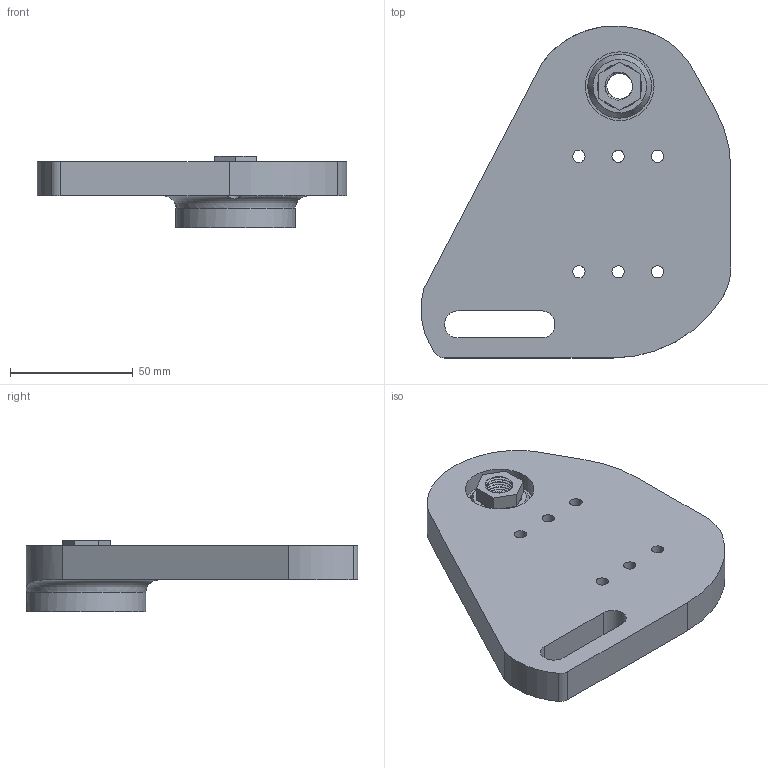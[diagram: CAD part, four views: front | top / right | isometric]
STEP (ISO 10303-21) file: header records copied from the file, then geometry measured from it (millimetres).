
FILE_DESCRIPTION(/* description */ (''),/* implementation_level */ '2;1');
FILE_NAME(/* name */ 'Topmount_caster_colt_partunder.stp',/* time_stamp */ '2021-10-16T08:55:07+02:00',/* author */ (''),/* organization */ (''),/* preprocessor_version */ 'ST-DEVELOPER v18.1',/* originating_system */ 'SIEMENS PLM Software NX 1969',/* authorisation */ '');
FILE_SCHEMA (('AUTOMOTIVE_DESIGN { 1 0 10303 214 3 1 1 1 }'));
Length unit declared in the file: millimetre
Products named in the file (3): shoulder nut; Spherical bearing; Topmount_caster_colt_partunder
Assembly tree (2 placements, depth 2):
  Topmount_caster_colt_partunder
    Spherical bearing
    shoulder nut
Bounding box: 126.2 x 135.2 x 29.25 mm (x, y, z)
Volume: 186772.5 mm3; surface area: 46816.3 mm2
Topology: 4 solids, 4 shells, 67 faces, 161 edges, 104 vertices
Faces by surface type: plane 36, cylinder 26, bspline 4, torus 1
Full cylindrical faces by diameter (mm): 5 x6, 17.9 x1, 18 x1, 28 x1, 35 x3, 38 x1, 48.669 x1
Entity records: 4334 total; most frequent: CARTESIAN_POINT 2393, DIRECTION 328, ORIENTED_EDGE 282, EDGE_CURVE 141, AXIS2_PLACEMENT_3D 134, EDGE_LOOP 107, VERTEX_POINT 100, FACE_BOUND 68
